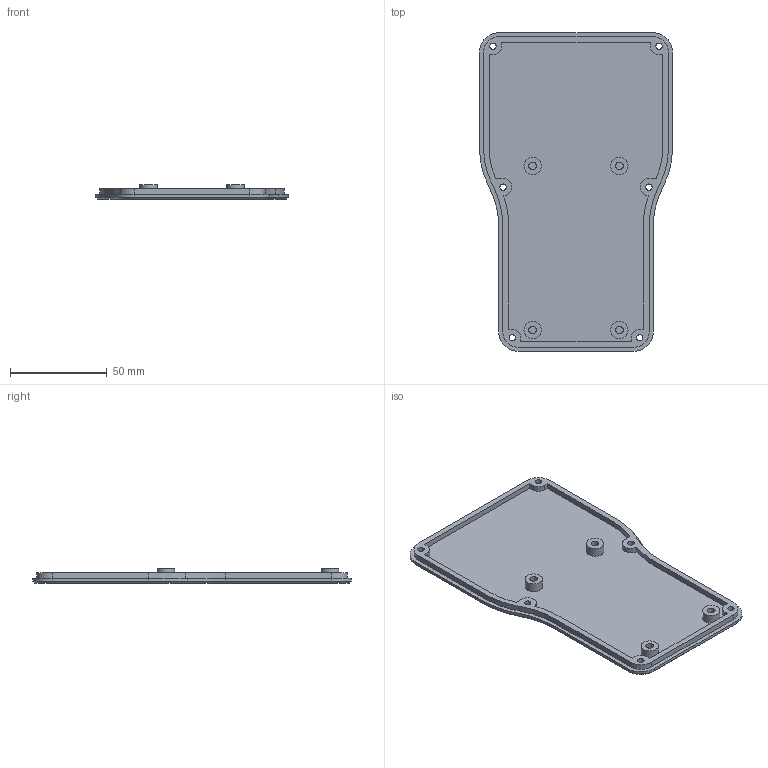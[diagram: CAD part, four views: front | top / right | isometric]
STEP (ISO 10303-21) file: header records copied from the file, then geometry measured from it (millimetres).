
FILE_DESCRIPTION(('FreeCAD Model'),'2;1');
FILE_NAME('Open CASCADE Shape Model','2024-03-19T20:09:59',(''),(''), 'Open CASCADE STEP processor 7.6','FreeCAD','Unknown');
FILE_SCHEMA(('AUTOMOTIVE_DESIGN { 1 0 10303 214 1 1 1 1 }'));
Length unit declared in the file: millimetre
Products named in the file (1): Cover
Bounding box: 100 x 165 x 7.5 mm (x, y, z)
Volume: 41861.3 mm3; surface area: 34382.1 mm2
Topology: 1 solids, 1 shells, 100 faces, 250 edges, 162 vertices
Faces by surface type: plane 46, cylinder 40, cone 14
Full cylindrical faces by diameter (mm): 3.3 x6, 4 x4, 9 x4
Entity records: 3048 total; most frequent: DIRECTION 552, CARTESIAN_POINT 513, ORIENTED_EDGE 500, EDGE_CURVE 250, AXIS2_PLACEMENT_3D 201, VERTEX_POINT 162, LINE 150, VECTOR 150
